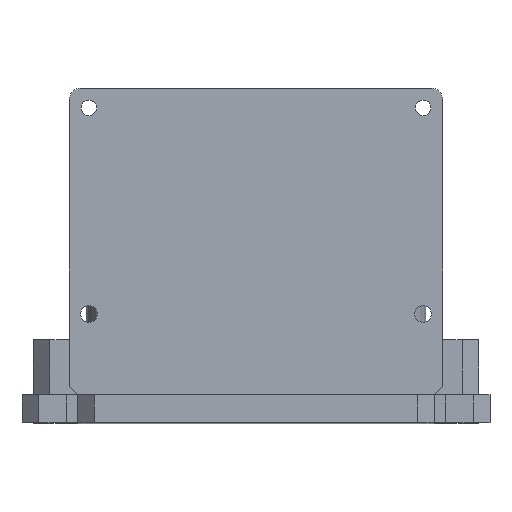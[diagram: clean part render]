
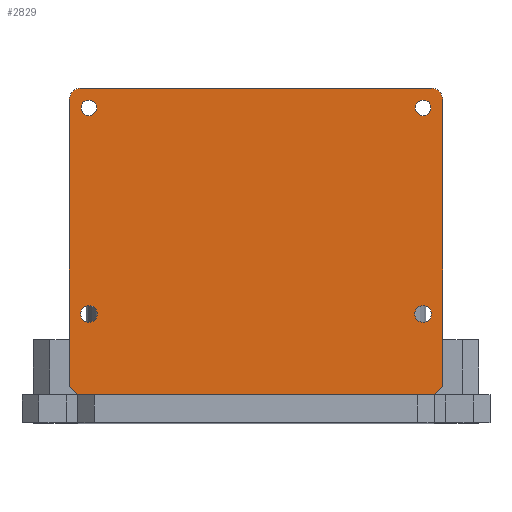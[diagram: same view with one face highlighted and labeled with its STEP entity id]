
A CAD part, top view. The second image highlights one B-rep face of the part: STEP entity #2829.
In plain terms, the highlighted planar face has unit normal (0, 0, 1).
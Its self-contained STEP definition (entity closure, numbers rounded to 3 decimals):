
#125=FACE_BOUND('',#1014,.T.);
#126=FACE_BOUND('',#1015,.T.);
#127=FACE_BOUND('',#1016,.T.);
#128=FACE_BOUND('',#1017,.T.);
#315=LINE('',#4410,#604);
#319=LINE('',#4418,#608);
#326=LINE('',#4436,#615);
#327=LINE('',#4440,#616);
#328=LINE('',#4444,#617);
#329=LINE('',#4445,#618);
#604=VECTOR('',#3592,10.);
#608=VECTOR('',#3598,10.);
#615=VECTOR('',#3611,10.);
#616=VECTOR('',#3614,10.);
#617=VECTOR('',#3617,10.);
#618=VECTOR('',#3618,10.);
#818=FACE_OUTER_BOUND('',#1013,.T.);
#1013=EDGE_LOOP('',(#2271,#2272,#2273,#2274,#2275,#2276,#2277,#2278));
#1014=EDGE_LOOP('',(#2279));
#1015=EDGE_LOOP('',(#2280));
#1016=EDGE_LOOP('',(#2281));
#1017=EDGE_LOOP('',(#2282));
#1170=CIRCLE('',#3058,2.);
#1171=CIRCLE('',#3059,2.);
#1172=CIRCLE('',#3060,1.5);
#1173=CIRCLE('',#3061,1.4);
#1174=CIRCLE('',#3062,1.4);
#1175=CIRCLE('',#3063,1.5);
#1348=VERTEX_POINT('',#4408);
#1349=VERTEX_POINT('',#4409);
#1352=VERTEX_POINT('',#4417);
#1360=VERTEX_POINT('',#4435);
#1361=VERTEX_POINT('',#4437);
#1362=VERTEX_POINT('',#4439);
#1363=VERTEX_POINT('',#4441);
#1364=VERTEX_POINT('',#4443);
#1365=VERTEX_POINT('',#4446);
#1366=VERTEX_POINT('',#4448);
#1367=VERTEX_POINT('',#4450);
#1368=VERTEX_POINT('',#4452);
#1672=EDGE_CURVE('',#1348,#1349,#315,.T.);
#1676=EDGE_CURVE('',#1349,#1352,#319,.T.);
#1685=EDGE_CURVE('',#1360,#1348,#326,.T.);
#1686=EDGE_CURVE('',#1361,#1360,#1170,.T.);
#1687=EDGE_CURVE('',#1362,#1361,#327,.T.);
#1688=EDGE_CURVE('',#1363,#1362,#1171,.T.);
#1689=EDGE_CURVE('',#1363,#1364,#328,.T.);
#1690=EDGE_CURVE('',#1352,#1364,#329,.T.);
#1691=EDGE_CURVE('',#1365,#1365,#1172,.T.);
#1692=EDGE_CURVE('',#1366,#1366,#1173,.T.);
#1693=EDGE_CURVE('',#1367,#1367,#1174,.T.);
#1694=EDGE_CURVE('',#1368,#1368,#1175,.T.);
#2271=ORIENTED_EDGE('',*,*,#1672,.F.);
#2272=ORIENTED_EDGE('',*,*,#1685,.F.);
#2273=ORIENTED_EDGE('',*,*,#1686,.F.);
#2274=ORIENTED_EDGE('',*,*,#1687,.F.);
#2275=ORIENTED_EDGE('',*,*,#1688,.F.);
#2276=ORIENTED_EDGE('',*,*,#1689,.T.);
#2277=ORIENTED_EDGE('',*,*,#1690,.F.);
#2278=ORIENTED_EDGE('',*,*,#1676,.F.);
#2279=ORIENTED_EDGE('',*,*,#1691,.T.);
#2280=ORIENTED_EDGE('',*,*,#1692,.T.);
#2281=ORIENTED_EDGE('',*,*,#1693,.T.);
#2282=ORIENTED_EDGE('',*,*,#1694,.T.);
#2695=PLANE('',#3057);
#2829=ADVANCED_FACE('',(#818,#125,#126,#127,#128),#2695,.F.);
#3057=AXIS2_PLACEMENT_3D('',#4434,#3609,#3610);
#3058=AXIS2_PLACEMENT_3D('',#4438,#3612,#3613);
#3059=AXIS2_PLACEMENT_3D('',#4442,#3615,#3616);
#3060=AXIS2_PLACEMENT_3D('',#4447,#3619,#3620);
#3061=AXIS2_PLACEMENT_3D('',#4449,#3621,#3622);
#3062=AXIS2_PLACEMENT_3D('',#4451,#3623,#3624);
#3063=AXIS2_PLACEMENT_3D('',#4453,#3625,#3626);
#3592=DIRECTION('',(-0.707,-0.707,0.));
#3598=DIRECTION('',(-1.,0.,0.));
#3609=DIRECTION('center_axis',(0.,0.,-1.));
#3610=DIRECTION('ref_axis',(1.,0.,0.));
#3611=DIRECTION('',(0.,-1.,0.));
#3612=DIRECTION('center_axis',(0.,0.,-1.));
#3613=DIRECTION('ref_axis',(0.707,0.707,0.));
#3614=DIRECTION('',(1.,0.,0.));
#3615=DIRECTION('center_axis',(0.,0.,-1.));
#3616=DIRECTION('ref_axis',(-0.707,0.707,0.));
#3617=DIRECTION('',(0.,-1.,0.));
#3618=DIRECTION('',(-0.707,0.707,0.));
#3619=DIRECTION('center_axis',(0.,0.,-1.));
#3620=DIRECTION('ref_axis',(1.,0.,0.));
#3621=DIRECTION('center_axis',(0.,0.,-1.));
#3622=DIRECTION('ref_axis',(1.,0.,0.));
#3623=DIRECTION('center_axis',(0.,0.,-1.));
#3624=DIRECTION('ref_axis',(1.,0.,0.));
#3625=DIRECTION('center_axis',(0.,0.,-1.));
#3626=DIRECTION('ref_axis',(1.,0.,0.));
#4408=CARTESIAN_POINT('',(26.5,15.5,43.));
#4409=CARTESIAN_POINT('',(25.,14.,43.));
#4410=CARTESIAN_POINT('',(24.,13.,43.));
#4417=CARTESIAN_POINT('',(-39.,14.,43.));
#4418=CARTESIAN_POINT('',(-10.5,14.,43.));
#4434=CARTESIAN_POINT('Origin',(-10.5,44.,43.));
#4435=CARTESIAN_POINT('',(26.5,67.,43.));
#4436=CARTESIAN_POINT('',(26.5,19.,43.));
#4437=CARTESIAN_POINT('',(24.5,69.,43.));
#4438=CARTESIAN_POINT('Origin',(24.5,67.,43.));
#4439=CARTESIAN_POINT('',(-38.5,69.,43.));
#4440=CARTESIAN_POINT('',(26.5,69.,43.));
#4441=CARTESIAN_POINT('',(-40.5,67.,43.));
#4442=CARTESIAN_POINT('Origin',(-38.5,67.,43.));
#4443=CARTESIAN_POINT('',(-40.5,15.5,43.));
#4444=CARTESIAN_POINT('',(-40.5,19.,43.));
#4445=CARTESIAN_POINT('',(-39.75,14.75,43.));
#4446=CARTESIAN_POINT('',(21.5,28.5,43.));
#4447=CARTESIAN_POINT('Origin',(23.,28.5,43.));
#4448=CARTESIAN_POINT('',(21.6,65.5,43.));
#4449=CARTESIAN_POINT('Origin',(23.,65.5,43.));
#4450=CARTESIAN_POINT('',(-38.4,65.5,43.));
#4451=CARTESIAN_POINT('Origin',(-37.,65.5,43.));
#4452=CARTESIAN_POINT('',(-38.5,28.5,43.));
#4453=CARTESIAN_POINT('Origin',(-37.,28.5,43.));
